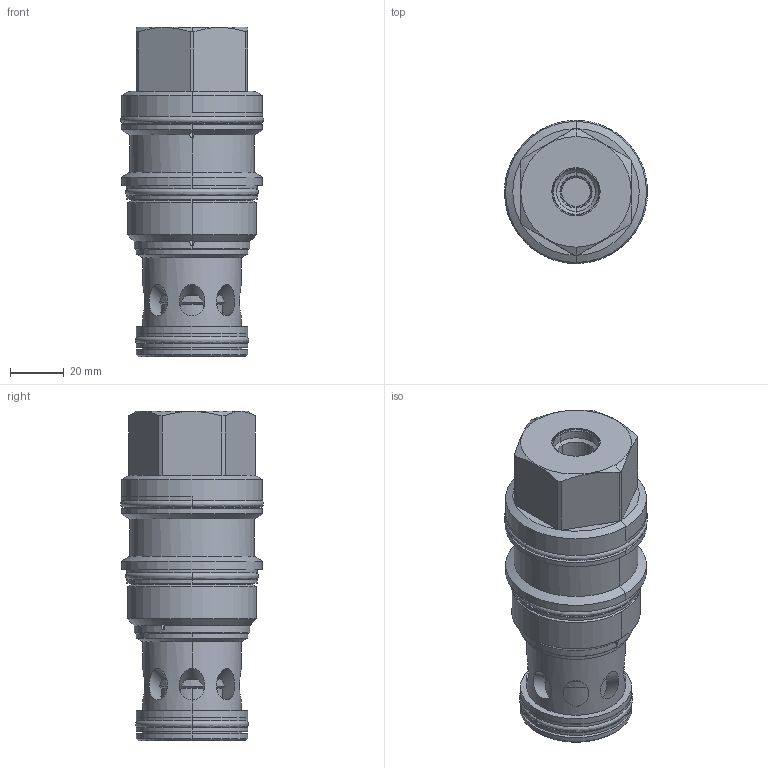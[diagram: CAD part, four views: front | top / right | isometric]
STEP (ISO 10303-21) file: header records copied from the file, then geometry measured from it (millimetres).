
FILE_DESCRIPTION((''),'2;1');
FILE_NAME('LOKD8-DN_PRT','2012-03-15T',('Administrator'),(''),'PRO/ENGINEER BY PARAMETRIC TECHNOLOGY CORPORATION, 2006240','PRO/ENGINEER BY PARAMETRIC TECHNOLOGY CORPORATION, 2006240','');
FILE_SCHEMA(('CONFIG_CONTROL_DESIGN'));
Length unit declared in the file: inch
Products named in the file (1): LOKD8-DN_PRT
Bounding box: 53.06 x 53.06 x 122.2 mm (x, y, z)
Volume: 180607.1 mm3; surface area: 31407.4 mm2
Topology: 4 solids, 5 shells, 219 faces, 552 edges, 340 vertices
Faces by surface type: cylinder 101, plane 42, cone 36, torus 28, revolution 12
Entity records: 8319 total; most frequent: CARTESIAN_POINT 3198, ORIENTED_EDGE 1104, DIRECTION 1009, EDGE_CURVE 552, AXIS2_PLACEMENT_3D 435, VERTEX_POINT 340, EDGE_LOOP 242, CIRCLE 228
